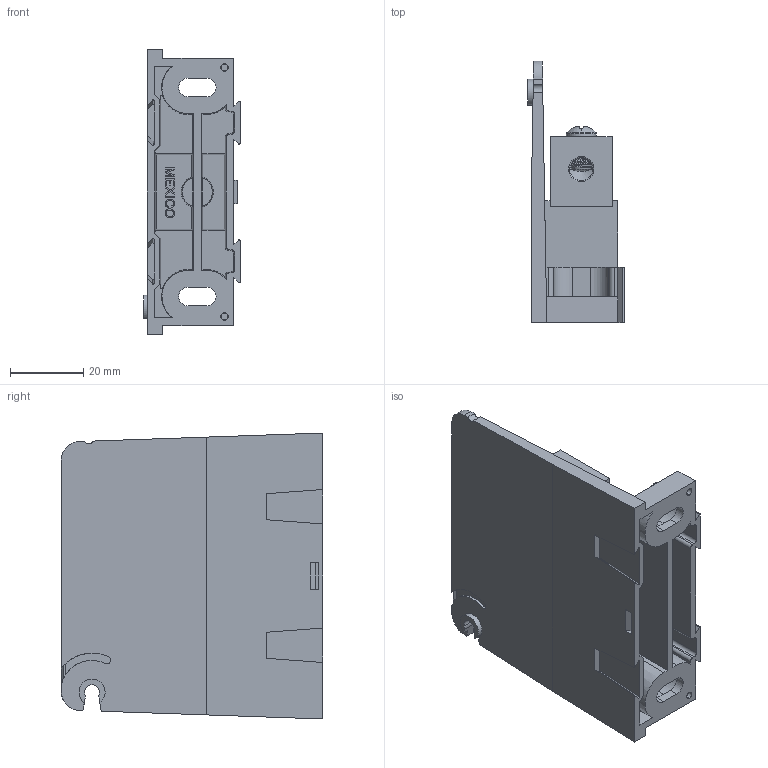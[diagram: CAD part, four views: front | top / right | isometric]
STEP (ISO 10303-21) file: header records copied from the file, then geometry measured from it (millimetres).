
FILE_DESCRIPTION (( 'STEP AP214' ), '1' );
FILE_NAME ('701923_adder_rev-.STEP', '2013-08-13T17:42:30', ( '' ), ( '' ), 'SwSTEP 2.0', 'SolidWorks 2013', '' );
FILE_SCHEMA (( 'AUTOMOTIVE_DESIGN' ));
Length unit declared in the file: inch
Products named in the file (1): 701923_adder_rev-
Bounding box: 26.29 x 71.37 x 78.11 mm (x, y, z)
Volume: 41481.5 mm3; surface area: 28396.1 mm2
Topology: 5 solids, 5 shells, 606 faces, 1598 edges, 1021 vertices
Faces by surface type: cylinder 211, plane 203, cone 125, bspline 59, sphere 6, torus 2
Entity records: 32475 total; most frequent: CARTESIAN_POINT 10844, ORIENTED_EDGE 3188, DIRECTION 2439, EDGE_CURVE 1594, VERTEX_POINT 1021, LINE 835, VECTOR 835, AXIS2_PLACEMENT_3D 802
